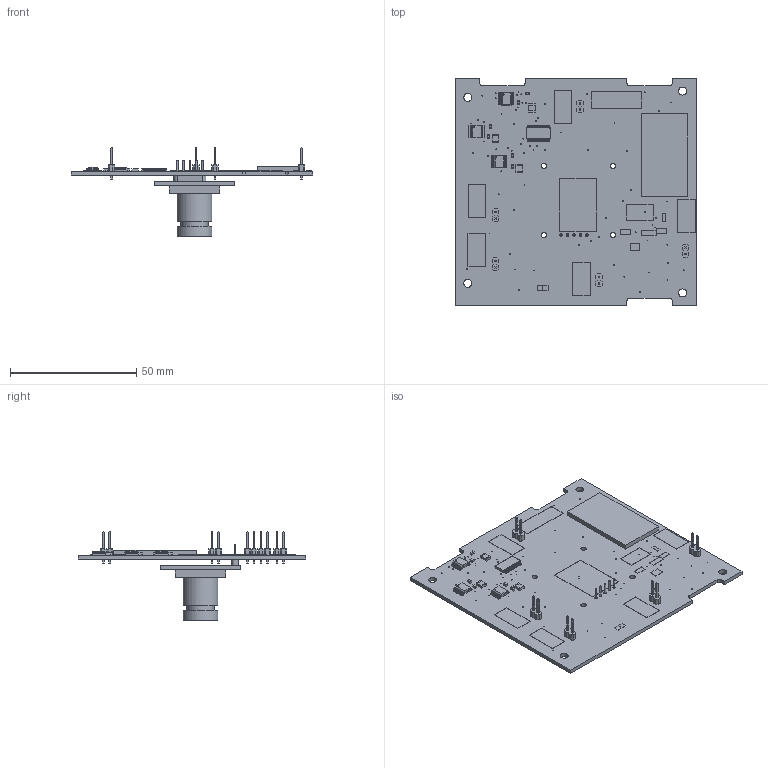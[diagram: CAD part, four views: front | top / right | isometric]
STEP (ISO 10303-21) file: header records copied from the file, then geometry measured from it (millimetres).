
FILE_DESCRIPTION(/* description */ (''),/* implementation_level */ '2;1');
FILE_NAME(/* name */ 'REALcontrol_boardv18 v10.step',/* time_stamp */ '2020-10-28T14:18:17-07:00',/* author */ (''),/* organization */ (''),/* preprocessor_version */ 'ST-DEVELOPER v18.1',/* originating_system */ 'Autodesk Translation Framework v9.3.0.1241',/* authorisation */ '');
FILE_SCHEMA (('AUTOMOTIVE_DESIGN { 1 0 10303 214 3 1 1 }'));
Length unit declared in the file: millimetre
Products named in the file (21): REALcontrol_boardv18; PCB Component; Board; C0603K; C1210K; SO16; 1X02; External1; UCAM-III; CIAwithCamerav5_TEXAS_HTSSOP16; CIAwithCamerav5_SOP65P640X120-28; CIAwithCamerav5_CON2_1X2_U_DF13; CIAwithCamerav5_MICROSD; CIAwithCamerav5_FIDUCIAL_1MM; CIAwithCamerav5_504050-1091; CIAwithCamerav5_PRO-MINI-2; CIAwithCamerav5_SOT23-5L; CIAwithCamerav5_CHIP-LED0805; CIAwithCamerav5_R0805; CIAwithCamerav5_A/3216-18R; CIAwithCamerav5_C0805K
Assembly tree (38 placements, depth 3):
  REALcontrol_boardv18
    PCB Component
      Board
      C0603K  x6
      C1210K  x3
      SO16
      1X02  x5
    External1
    UCAM-III
    CIAwithCamerav5_TEXAS_HTSSOP16  x3
    CIAwithCamerav5_SOP65P640X120-28
    CIAwithCamerav5_CON2_1X2_U_DF13  x5
    CIAwithCamerav5_MICROSD
    CIAwithCamerav5_FIDUCIAL_1MM  x2
    CIAwithCamerav5_504050-1091
    CIAwithCamerav5_PRO-MINI-2
    CIAwithCamerav5_SOT23-5L
    CIAwithCamerav5_CHIP-LED0805
    CIAwithCamerav5_R0805
    CIAwithCamerav5_A/3216-18R
    CIAwithCamerav5_C0805K
Bounding box: 95.89 x 90.17 x 35.1 mm (x, y, z)
Volume: 19830.9 mm3; surface area: 25961.9 mm2
Topology: 36 solids, 36 shells, 1730 faces, 4489 edges, 2893 vertices
Faces by surface type: plane 1313, cylinder 415, cone 2
Full cylindrical faces by diameter (mm): 0.3 x1, 0.35 x80, 0.7 x5, 0.8 x34, 1.016 x10, 1.02 x5, 2.1 x8, 3.175 x4, 10.77 x1, 11 x1, 13.777 x1, 13.804 x1
Entity records: 31434 total; most frequent: DIRECTION 5154, CARTESIAN_POINT 5148, ORIENTED_EDGE 5008, EDGE_CURVE 2504, LINE 1864, VECTOR 1864, AXIS2_PLACEMENT_3D 1645, VERTEX_POINT 1639
